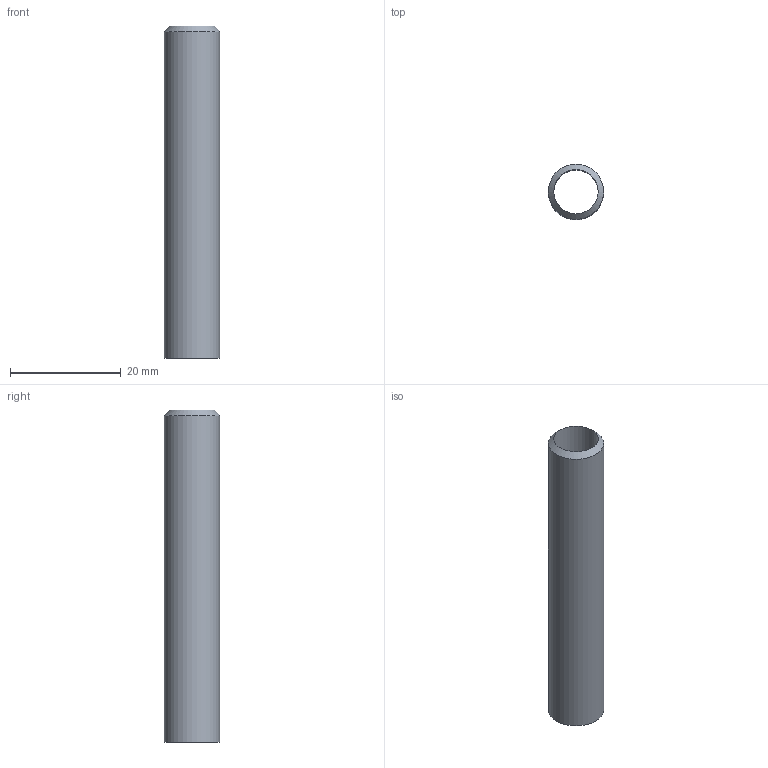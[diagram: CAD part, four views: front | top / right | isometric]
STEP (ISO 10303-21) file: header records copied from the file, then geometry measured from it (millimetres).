
FILE_DESCRIPTION(/* description */ (''),/* implementation_level */ '2;1');
FILE_NAME(/* name */ 'nasadka2.step',/* time_stamp */ '2024-03-26T12:29:25+01:00',/* author */ (''),/* organization */ (''),/* preprocessor_version */ 'ST-DEVELOPER v20',/* originating_system */ 'Autodesk Translation Framework v12.20.1.177',/* authorisation */ '');
FILE_SCHEMA (('AUTOMOTIVE_DESIGN { 1 0 10303 214 3 1 1 }'));
Length unit declared in the file: millimetre
Products named in the file (1): nasadka2
Bounding box: 10 x 10 x 60 mm (x, y, z)
Volume: 1681.8 mm3; surface area: 3429.8 mm2
Topology: 1 solids, 1 shells, 4 faces, 7 edges, 4 vertices
Faces by surface type: cylinder 2, cone 1, plane 1
Full cylindrical faces by diameter (mm): 8 x1, 10 x1
Entity records: 136 total; most frequent: DIRECTION 21, CARTESIAN_POINT 16, ORIENTED_EDGE 14, AXIS2_PLACEMENT_3D 9, EDGE_CURVE 7, EDGE_LOOP 5, FACE_OUTER_BOUND 4, CIRCLE 4
